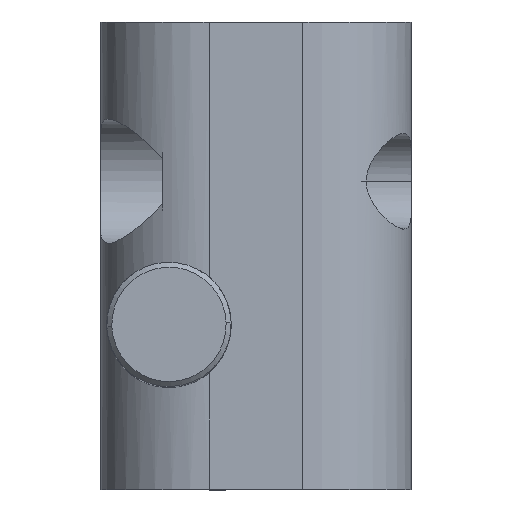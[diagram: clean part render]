
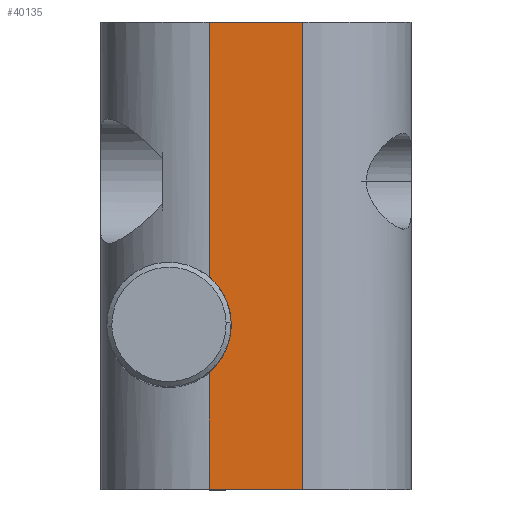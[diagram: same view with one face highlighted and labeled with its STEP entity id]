
A CAD part, top view. The second image highlights one B-rep face of the part: STEP entity #40135.
In plain terms, the highlighted planar face has unit normal (0, 0, 1).
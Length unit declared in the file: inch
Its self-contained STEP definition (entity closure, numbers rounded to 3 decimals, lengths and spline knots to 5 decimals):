
#1168 = DIRECTION ( 'NONE',  ( 0., -1., 0. ) ) ;
#1352 = VECTOR ( 'NONE', #20486, 39.37008 ) ;
#1473 = DIRECTION ( 'NONE',  ( 1., 0., 0. ) ) ;
#1478 = ORIENTED_EDGE ( 'NONE', *, *, #27909, .F. ) ;
#1506 = CARTESIAN_POINT ( 'NONE',  ( 0.188, 1.46, 0.625 ) ) ;
#3995 = LINE ( 'NONE', #33061, #33649 ) ;
#5127 = FACE_OUTER_BOUND ( 'NONE', #58586, .T. ) ;
#6468 = EDGE_CURVE ( 'NONE', #56696, #52756, #3995, .T. ) ;
#6520 = CARTESIAN_POINT ( 'NONE',  ( 0., -0.42, 0.625 ) ) ;
#13702 = LINE ( 'NONE', #6520, #1352 ) ;
#15330 = CARTESIAN_POINT ( 'NONE',  ( 0.188, -0.42, 0.625 ) ) ;
#18052 = AXIS2_PLACEMENT_3D ( 'NONE', #34000, #43299, #48600 ) ;
#18736 = DIRECTION ( 'NONE',  ( -1., 0., 0. ) ) ;
#19741 = DIRECTION ( 'NONE',  ( 0., 0., 1. ) ) ;
#19902 = DIRECTION ( 'NONE',  ( 0., 0., -1. ) ) ;
#20486 = DIRECTION ( 'NONE',  ( -1., 0., 0. ) ) ;
#21190 = EDGE_CURVE ( 'NONE', #36952, #24300, #27281, .T. ) ;
#21369 = CARTESIAN_POINT ( 'NONE',  ( -0.188, 0.04959, 0.625 ) ) ;
#21894 = EDGE_CURVE ( 'NONE', #56696, #23184, #43851, .T. ) ;
#22421 = ORIENTED_EDGE ( 'NONE', *, *, #21894, .F. ) ;
#23184 = VERTEX_POINT ( 'NONE', #15330 ) ;
#24140 = CARTESIAN_POINT ( 'NONE',  ( -0.188, 0.52, 0.625 ) ) ;
#24300 = VERTEX_POINT ( 'NONE', #42655 ) ;
#25124 = CIRCLE ( 'NONE', #27265, 0.25 ) ;
#27265 = AXIS2_PLACEMENT_3D ( 'NONE', #51715, #19902, #1473 ) ;
#27281 = CIRCLE ( 'NONE', #18052, 0.25 ) ;
#27772 = AXIS2_PLACEMENT_3D ( 'NONE', #1506, #19741, #42967 ) ;
#27909 = EDGE_CURVE ( 'NONE', #23184, #59102, #13702, .T. ) ;
#28993 = LINE ( 'NONE', #35327, #41278 ) ;
#29745 = CARTESIAN_POINT ( 'NONE',  ( -0.188, -0.42, 0.625 ) ) ;
#31551 = VECTOR ( 'NONE', #1168, 39.37008 ) ;
#33061 = CARTESIAN_POINT ( 'NONE',  ( 0.188, 1.46, 0.625 ) ) ;
#33442 = DIRECTION ( 'NONE',  ( 0., -1., 0. ) ) ;
#33649 = VECTOR ( 'NONE', #18736, 39.37008 ) ;
#34000 = CARTESIAN_POINT ( 'NONE',  ( -0.35, 0.24, 0.625 ) ) ;
#35246 = CARTESIAN_POINT ( 'NONE',  ( -0.188, 1.46, 0.625 ) ) ;
#35327 = CARTESIAN_POINT ( 'NONE',  ( -0.188, 0.52, 0.625 ) ) ;
#36427 = LINE ( 'NONE', #24140, #47991 ) ;
#36952 = VERTEX_POINT ( 'NONE', #50313 ) ;
#37478 = ORIENTED_EDGE ( 'NONE', *, *, #57931, .T. ) ;
#38110 = PLANE ( 'NONE',  #27772 ) ;
#38210 = CARTESIAN_POINT ( 'NONE',  ( 0.188, 1.46, 0.625 ) ) ;
#40135 = ADVANCED_FACE ( 'NONE', ( #5127 ), #38110, .T. ) ;
#41278 = VECTOR ( 'NONE', #58668, 39.37008 ) ;
#42640 = CARTESIAN_POINT ( 'NONE',  ( 0.188, 0.52, 0.625 ) ) ;
#42655 = CARTESIAN_POINT ( 'NONE',  ( -0.1, 0.24, 0.625 ) ) ;
#42967 = DIRECTION ( 'NONE',  ( -1., 0., 0. ) ) ;
#43299 = DIRECTION ( 'NONE',  ( 0., 0., -1. ) ) ;
#43851 = LINE ( 'NONE', #42640, #31551 ) ;
#47991 = VECTOR ( 'NONE', #33442, 39.37008 ) ;
#48339 = EDGE_CURVE ( 'NONE', #24300, #54180, #25124, .T. ) ;
#48600 = DIRECTION ( 'NONE',  ( 1., 0., 0. ) ) ;
#49811 = ORIENTED_EDGE ( 'NONE', *, *, #21190, .T. ) ;
#50313 = CARTESIAN_POINT ( 'NONE',  ( -0.188, 0.43041, 0.625 ) ) ;
#51364 = ORIENTED_EDGE ( 'NONE', *, *, #48339, .T. ) ;
#51715 = CARTESIAN_POINT ( 'NONE',  ( -0.35, 0.24, 0.625 ) ) ;
#52756 = VERTEX_POINT ( 'NONE', #35246 ) ;
#54180 = VERTEX_POINT ( 'NONE', #21369 ) ;
#54545 = EDGE_CURVE ( 'NONE', #54180, #59102, #36427, .T. ) ;
#56696 = VERTEX_POINT ( 'NONE', #38210 ) ;
#57931 = EDGE_CURVE ( 'NONE', #52756, #36952, #28993, .T. ) ;
#58586 = EDGE_LOOP ( 'NONE', ( #22421, #59394, #37478, #49811, #51364, #59988, #1478 ) ) ;
#58668 = DIRECTION ( 'NONE',  ( 0., -1., 0. ) ) ;
#59102 = VERTEX_POINT ( 'NONE', #29745 ) ;
#59394 = ORIENTED_EDGE ( 'NONE', *, *, #6468, .T. ) ;
#59988 = ORIENTED_EDGE ( 'NONE', *, *, #54545, .T. ) ;
